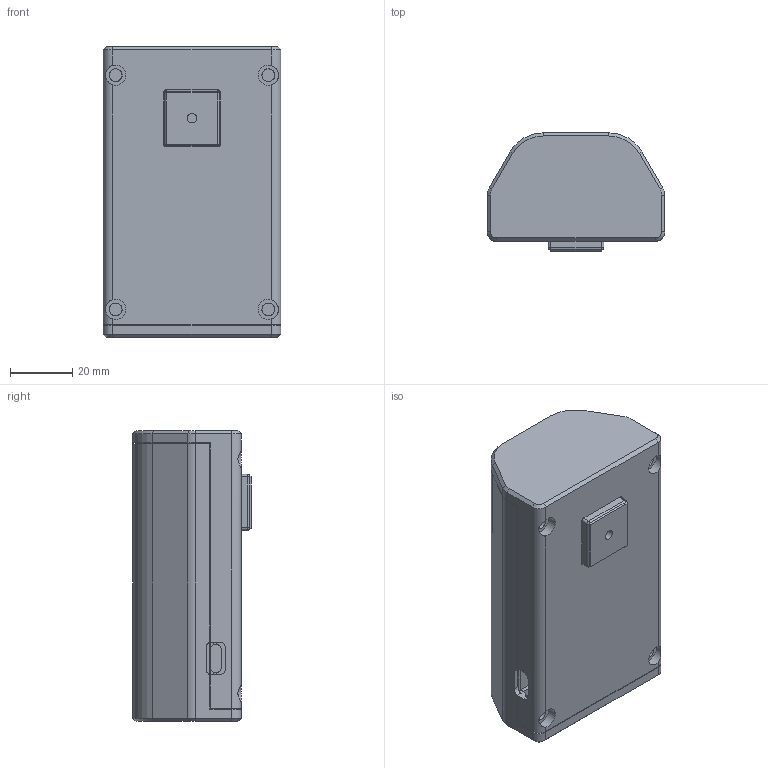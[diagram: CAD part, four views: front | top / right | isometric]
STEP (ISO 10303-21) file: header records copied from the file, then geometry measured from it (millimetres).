
FILE_DESCRIPTION(/* description */ (''),/* implementation_level */ '2;1');
FILE_NAME(/* name */ 'Gnome C3V1 case v4.step',/* time_stamp */ '2024-10-22T14:18:54-03:00',/* author */ (''),/* organization */ (''),/* preprocessor_version */ 'ST-DEVELOPER v20',/* originating_system */ 'Autodesk Translation Framework v13.20.0.188',/* authorisation */ '');
FILE_SCHEMA (('AUTOMOTIVE_DESIGN { 1 0 10303 214 3 1 1 }'));
Length unit declared in the file: millimetre
Products named in the file (2): Gnome C3V1 case; Gnome C3V1
Assembly tree (1 placements, depth 2):
  Gnome C3V1 case
    Gnome C3V1
Bounding box: 56.9 x 37.85 x 93.2 mm (x, y, z)
Volume: 111607.9 mm3; surface area: 58039.2 mm2
Topology: 7 solids, 7 shells, 343 faces, 916 edges, 584 vertices
Faces by surface type: plane 228, cylinder 79, cone 20, bspline 10, torus 4, sphere 2
Full cylindrical faces by diameter (mm): 3 x1, 4.1 x8, 6.5 x4
Entity records: 10974 total; most frequent: CARTESIAN_POINT 2220, ORIENTED_EDGE 1824, DIRECTION 1777, EDGE_CURVE 912, LINE 689, VECTOR 689, VERTEX_POINT 584, AXIS2_PLACEMENT_3D 544
